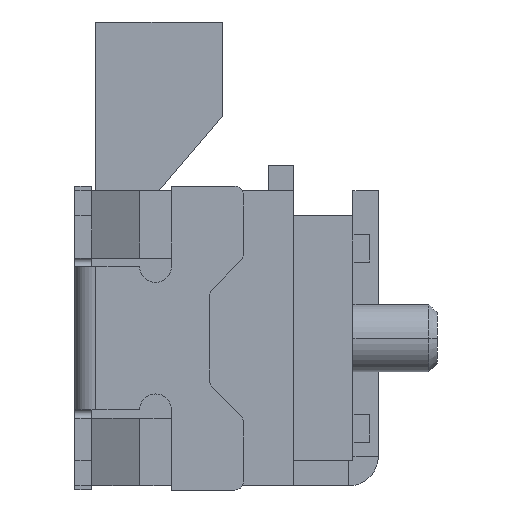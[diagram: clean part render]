
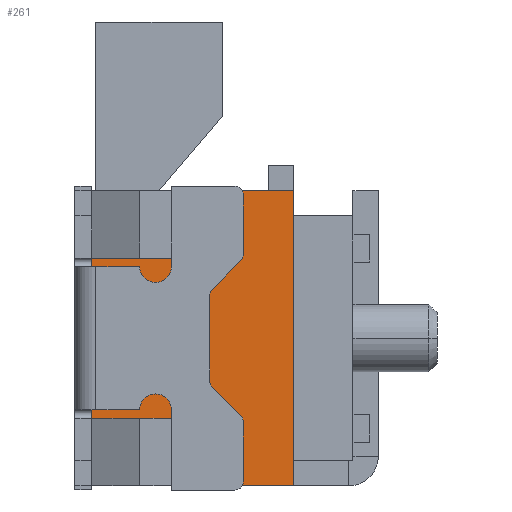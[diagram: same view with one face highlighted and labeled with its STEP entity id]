
A CAD part, left-side view. The second image highlights one B-rep face of the part: STEP entity #261.
In plain terms, the highlighted planar face has unit normal (-1, 0, 0).
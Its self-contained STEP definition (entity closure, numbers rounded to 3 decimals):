
#18 = EDGE_CURVE ( 'NONE', #6773, #4510, #2158, .T. ) ;
#239 = VECTOR ( 'NONE', #781, 1000. ) ;
#252 = ORIENTED_EDGE ( 'NONE', *, *, #4759, .T. ) ;
#261 = ADVANCED_FACE ( 'NONE', ( #4807 ), #2232, .F. ) ;
#355 = EDGE_CURVE ( 'NONE', #1823, #5593, #6287, .T. ) ;
#623 = LINE ( 'NONE', #4534, #2517 ) ;
#657 = DIRECTION ( 'NONE',  ( 0., 1., 0. ) ) ;
#725 = VERTEX_POINT ( 'NONE', #2411 ) ;
#733 = DIRECTION ( 'NONE',  ( 0., 0., -1. ) ) ;
#779 = ORIENTED_EDGE ( 'NONE', *, *, #3014, .T. ) ;
#781 = DIRECTION ( 'NONE',  ( 0., 0., -1. ) ) ;
#892 = ORIENTED_EDGE ( 'NONE', *, *, #355, .T. ) ;
#1057 = VERTEX_POINT ( 'NONE', #2832 ) ;
#1225 = ORIENTED_EDGE ( 'NONE', *, *, #7314, .T. ) ;
#1240 = CARTESIAN_POINT ( 'NONE',  ( -4.2, 3.4, 1.75 ) ) ;
#1402 = EDGE_CURVE ( 'NONE', #1766, #6747, #4286, .T. ) ;
#1422 = VECTOR ( 'NONE', #1512, 1000. ) ;
#1512 = DIRECTION ( 'NONE',  ( 0., -1., 0. ) ) ;
#1547 = LINE ( 'NONE', #2893, #5359 ) ;
#1549 = CARTESIAN_POINT ( 'NONE',  ( -4.2, 2.452, 1.75 ) ) ;
#1641 = VERTEX_POINT ( 'NONE', #2502 ) ;
#1766 = VERTEX_POINT ( 'NONE', #5297 ) ;
#1823 = VERTEX_POINT ( 'NONE', #5023 ) ;
#1843 = ORIENTED_EDGE ( 'NONE', *, *, #6188, .T. ) ;
#1870 = ORIENTED_EDGE ( 'NONE', *, *, #6578, .T. ) ;
#1890 = CARTESIAN_POINT ( 'NONE',  ( -4.2, 3.4, 0.95 ) ) ;
#1958 = LINE ( 'NONE', #5349, #6032 ) ;
#1972 = VECTOR ( 'NONE', #6950, 1000. ) ;
#2017 = CARTESIAN_POINT ( 'NONE',  ( -4.2, 3.35, -0.85 ) ) ;
#2081 = CARTESIAN_POINT ( 'NONE',  ( -4.2, 3.4, 0.85 ) ) ;
#2117 = CARTESIAN_POINT ( 'NONE',  ( -4.2, 1., 1.75 ) ) ;
#2158 = LINE ( 'NONE', #1240, #3620 ) ;
#2232 = PLANE ( 'NONE',  #3542 ) ;
#2337 = DIRECTION ( 'NONE',  ( 0., 0., -1. ) ) ;
#2411 = CARTESIAN_POINT ( 'NONE',  ( -4.2, 3.35, -0.85 ) ) ;
#2502 = CARTESIAN_POINT ( 'NONE',  ( -4.2, 3.35, 0.85 ) ) ;
#2517 = VECTOR ( 'NONE', #6768, 1000. ) ;
#2832 = CARTESIAN_POINT ( 'NONE',  ( -4.2, 2.452, 0.95 ) ) ;
#2893 = CARTESIAN_POINT ( 'NONE',  ( -4.2, 3.35, 0.85 ) ) ;
#2951 = VERTEX_POINT ( 'NONE', #7498 ) ;
#2966 = LINE ( 'NONE', #2117, #1422 ) ;
#3014 = EDGE_CURVE ( 'NONE', #4510, #1641, #1547, .T. ) ;
#3125 = VECTOR ( 'NONE', #5833, 1000. ) ;
#3183 = CARTESIAN_POINT ( 'NONE',  ( -4.2, 2.452, -0.95 ) ) ;
#3312 = EDGE_CURVE ( 'NONE', #4969, #2951, #3981, .T. ) ;
#3342 = CARTESIAN_POINT ( 'NONE',  ( -4.2, 2.452, 1.75 ) ) ;
#3372 = ORIENTED_EDGE ( 'NONE', *, *, #4821, .T. ) ;
#3406 = DIRECTION ( 'NONE',  ( 0., -1., 0. ) ) ;
#3503 = LINE ( 'NONE', #5872, #239 ) ;
#3522 = LINE ( 'NONE', #2017, #6954 ) ;
#3542 = AXIS2_PLACEMENT_3D ( 'NONE', #5746, #6282, #7405 ) ;
#3620 = VECTOR ( 'NONE', #733, 1000. ) ;
#3981 = LINE ( 'NONE', #1549, #5170 ) ;
#4096 = CARTESIAN_POINT ( 'NONE',  ( -4.2, 1., -1.75 ) ) ;
#4218 = LINE ( 'NONE', #5482, #7023 ) ;
#4286 = LINE ( 'NONE', #6952, #5571 ) ;
#4510 = VERTEX_POINT ( 'NONE', #2081 ) ;
#4534 = CARTESIAN_POINT ( 'NONE',  ( -4.2, 3.35, 0.85 ) ) ;
#4759 = EDGE_CURVE ( 'NONE', #1057, #6773, #1958, .T. ) ;
#4807 = FACE_OUTER_BOUND ( 'NONE', #6017, .T. ) ;
#4821 = EDGE_CURVE ( 'NONE', #6116, #1057, #3503, .T. ) ;
#4844 = DIRECTION ( 'NONE',  ( 0., -1., 0. ) ) ;
#4917 = ORIENTED_EDGE ( 'NONE', *, *, #6968, .F. ) ;
#4969 = VERTEX_POINT ( 'NONE', #3183 ) ;
#5023 = CARTESIAN_POINT ( 'NONE',  ( -4.2, 3.4, -0.85 ) ) ;
#5170 = VECTOR ( 'NONE', #6070, 1000. ) ;
#5297 = CARTESIAN_POINT ( 'NONE',  ( -4.2, 1., 1.75 ) ) ;
#5349 = CARTESIAN_POINT ( 'NONE',  ( -4.2, 3.6, 0.95 ) ) ;
#5359 = VECTOR ( 'NONE', #3406, 1000. ) ;
#5461 = ORIENTED_EDGE ( 'NONE', *, *, #3312, .T. ) ;
#5482 = CARTESIAN_POINT ( 'NONE',  ( -4.2, 3.6, -0.95 ) ) ;
#5571 = VECTOR ( 'NONE', #2337, 1000. ) ;
#5593 = VERTEX_POINT ( 'NONE', #7260 ) ;
#5710 = ORIENTED_EDGE ( 'NONE', *, *, #18, .T. ) ;
#5746 = CARTESIAN_POINT ( 'NONE',  ( -4.2, 1., 1.75 ) ) ;
#5833 = DIRECTION ( 'NONE',  ( 0., 0., -1. ) ) ;
#5872 = CARTESIAN_POINT ( 'NONE',  ( -4.2, 2.452, 1.75 ) ) ;
#6017 = EDGE_LOOP ( 'NONE', ( #1225, #5461, #7129, #6829, #4917, #3372, #252, #5710, #779, #1843, #1870, #892 ) ) ;
#6032 = VECTOR ( 'NONE', #657, 1000. ) ;
#6070 = DIRECTION ( 'NONE',  ( 0., 0., -1. ) ) ;
#6116 = VERTEX_POINT ( 'NONE', #3342 ) ;
#6183 = EDGE_CURVE ( 'NONE', #2951, #6747, #7148, .T. ) ;
#6188 = EDGE_CURVE ( 'NONE', #1641, #725, #623, .T. ) ;
#6282 = DIRECTION ( 'NONE',  ( 1., 0., 0. ) ) ;
#6287 = LINE ( 'NONE', #6437, #3125 ) ;
#6388 = CARTESIAN_POINT ( 'NONE',  ( -4.2, 1., -1.75 ) ) ;
#6437 = CARTESIAN_POINT ( 'NONE',  ( -4.2, 3.4, 1.75 ) ) ;
#6578 = EDGE_CURVE ( 'NONE', #725, #1823, #3522, .T. ) ;
#6747 = VERTEX_POINT ( 'NONE', #4096 ) ;
#6768 = DIRECTION ( 'NONE',  ( 0., 0., -1. ) ) ;
#6773 = VERTEX_POINT ( 'NONE', #1890 ) ;
#6829 = ORIENTED_EDGE ( 'NONE', *, *, #1402, .F. ) ;
#6950 = DIRECTION ( 'NONE',  ( 0., -1., 0. ) ) ;
#6952 = CARTESIAN_POINT ( 'NONE',  ( -4.2, 1., 1.75 ) ) ;
#6954 = VECTOR ( 'NONE', #7156, 1000. ) ;
#6968 = EDGE_CURVE ( 'NONE', #6116, #1766, #2966, .T. ) ;
#7023 = VECTOR ( 'NONE', #4844, 1000. ) ;
#7129 = ORIENTED_EDGE ( 'NONE', *, *, #6183, .T. ) ;
#7148 = LINE ( 'NONE', #6388, #1972 ) ;
#7156 = DIRECTION ( 'NONE',  ( 0., 1., 0. ) ) ;
#7260 = CARTESIAN_POINT ( 'NONE',  ( -4.2, 3.4, -0.95 ) ) ;
#7314 = EDGE_CURVE ( 'NONE', #5593, #4969, #4218, .T. ) ;
#7405 = DIRECTION ( 'NONE',  ( 0., 0., -1. ) ) ;
#7498 = CARTESIAN_POINT ( 'NONE',  ( -4.2, 2.452, -1.75 ) ) ;
